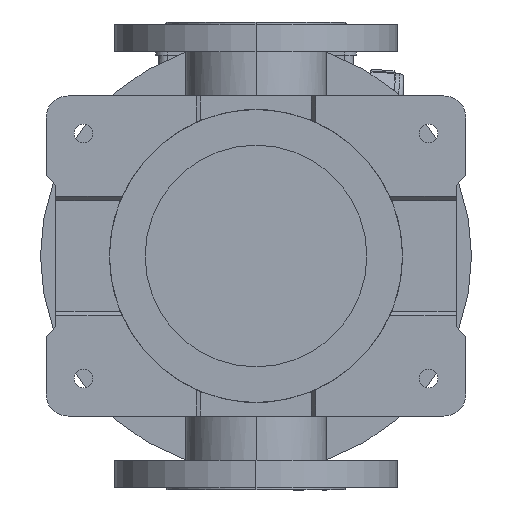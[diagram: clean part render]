
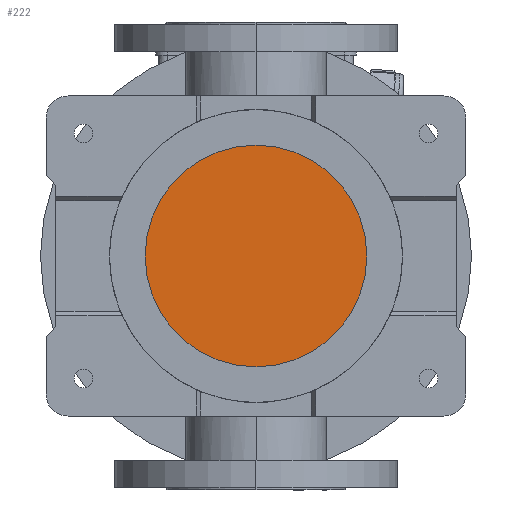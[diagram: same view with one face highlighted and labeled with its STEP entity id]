
A CAD part, front view. The second image highlights one B-rep face of the part: STEP entity #222.
In plain terms, the highlighted face is planar.
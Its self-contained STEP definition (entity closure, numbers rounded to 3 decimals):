
#222 = ADVANCED_FACE ( 'NONE', ( #15932 ), #11610, .F. ) ;
#2723 = CIRCLE ( 'NONE', #5267, 120. ) ;
#3170 = EDGE_CURVE ( 'NONE', #18951, #28190, #6951, .T. ) ;
#5267 = AXIS2_PLACEMENT_3D ( 'NONE', #33980, #31028, #38801 ) ;
#6951 = CIRCLE ( 'NONE', #45417, 120. ) ;
#11610 = PLANE ( 'NONE',  #16159 ) ;
#13904 = ORIENTED_EDGE ( 'NONE', *, *, #3170, .F. ) ;
#15033 = DIRECTION ( 'NONE',  ( 0., 0., 1. ) ) ;
#15294 = DIRECTION ( 'NONE',  ( 0., 1., 0. ) ) ;
#15932 = FACE_OUTER_BOUND ( 'NONE', #19920, .T. ) ;
#16159 = AXIS2_PLACEMENT_3D ( 'NONE', #45434, #28021, #45163 ) ;
#18951 = VERTEX_POINT ( 'NONE', #47173 ) ;
#19920 = EDGE_LOOP ( 'NONE', ( #13904, #22235 ) ) ;
#22235 = ORIENTED_EDGE ( 'NONE', *, *, #37044, .F. ) ;
#28021 = DIRECTION ( 'NONE',  ( 0., 0., 1. ) ) ;
#28190 = VERTEX_POINT ( 'NONE', #40900 ) ;
#31028 = DIRECTION ( 'NONE',  ( 0., 0., 1. ) ) ;
#31939 = CARTESIAN_POINT ( 'NONE',  ( 0., 0., 81. ) ) ;
#33980 = CARTESIAN_POINT ( 'NONE',  ( 0., 0., 81. ) ) ;
#37044 = EDGE_CURVE ( 'NONE', #28190, #18951, #2723, .T. ) ;
#38801 = DIRECTION ( 'NONE',  ( 0., 1., 0. ) ) ;
#40900 = CARTESIAN_POINT ( 'NONE',  ( 0., -120., 81. ) ) ;
#45163 = DIRECTION ( 'NONE',  ( 0., 1., 0. ) ) ;
#45417 = AXIS2_PLACEMENT_3D ( 'NONE', #31939, #15033, #15294 ) ;
#45434 = CARTESIAN_POINT ( 'NONE',  ( 132., -132., 81. ) ) ;
#47173 = CARTESIAN_POINT ( 'NONE',  ( 0., 120., 81. ) ) ;
